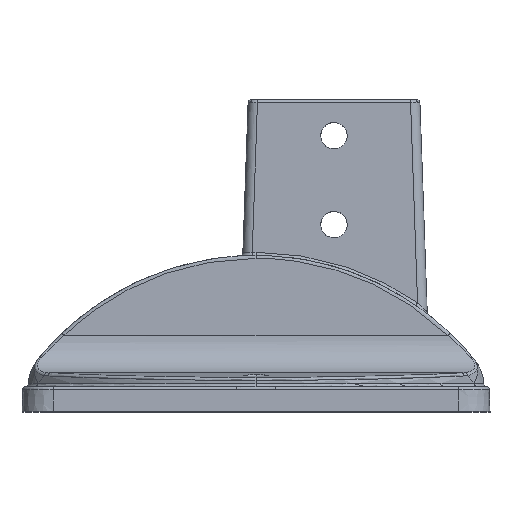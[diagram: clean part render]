
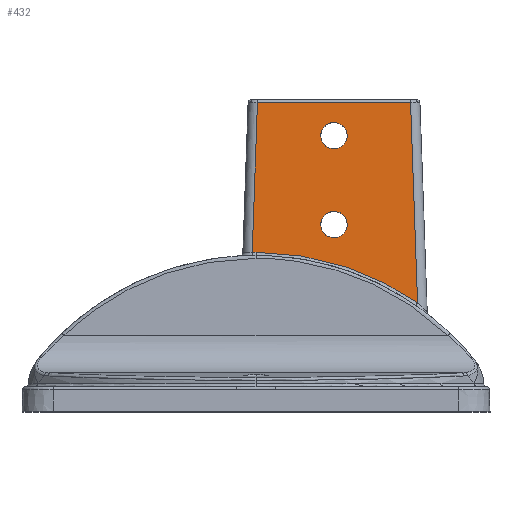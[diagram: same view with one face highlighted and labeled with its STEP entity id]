
A CAD part, top view. The second image highlights one B-rep face of the part: STEP entity #432.
In plain terms, the highlighted planar face has unit normal (0, 0.035, 0.999).
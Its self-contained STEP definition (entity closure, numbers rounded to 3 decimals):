
#432=ADVANCED_FACE('NONE',(#1062,#1063,#1064),#1065,.T.);
#1062=FACE_OUTER_BOUND('',#2218,.T.);
#1063=FACE_BOUND('',#2219,.T.);
#1064=FACE_BOUND('',#2220,.T.);
#1065=PLANE('',#2221);
#2218=EDGE_LOOP('',(#5555,#5556,#5557,#5558,#5559));
#2219=EDGE_LOOP('',(#5560,#5561));
#2220=EDGE_LOOP('',(#5562,#5563));
#2221=AXIS2_PLACEMENT_3D('',#5564,#5565,#5566);
#5555=ORIENTED_EDGE('',*,*,#7352,.T.);
#5556=ORIENTED_EDGE('',*,*,#7353,.T.);
#5557=ORIENTED_EDGE('',*,*,#7354,.T.);
#5558=ORIENTED_EDGE('',*,*,#7089,.T.);
#5559=ORIENTED_EDGE('',*,*,#7355,.T.);
#5560=ORIENTED_EDGE('',*,*,#7036,.T.);
#5561=ORIENTED_EDGE('',*,*,#7356,.T.);
#5562=ORIENTED_EDGE('',*,*,#7046,.T.);
#5563=ORIENTED_EDGE('',*,*,#7357,.T.);
#5564=CARTESIAN_POINT('',(-27.5,100.0,27.5));
#5565=DIRECTION('',(0.,0.035,0.999));
#5566=DIRECTION('',(1.0,0.,0.0));
#7036=EDGE_CURVE('NONE',#7976,#7974,#7977,.T.);
#7046=EDGE_CURVE('NONE',#7994,#7992,#7995,.T.);
#7089=EDGE_CURVE('NONE',#8065,#8063,#8066,.T.);
#7352=EDGE_CURVE('NONE',#8483,#8484,#8485,.T.);
#7353=EDGE_CURVE('NONE',#8484,#8118,#8486,.T.);
#7354=EDGE_CURVE('NONE',#8118,#8065,#8487,.T.);
#7355=EDGE_CURVE('NONE',#8063,#8483,#8488,.T.);
#7356=EDGE_CURVE('NONE',#7974,#7976,#8489,.T.);
#7357=EDGE_CURVE('NONE',#7992,#7994,#8490,.T.);
#7974=VERTEX_POINT('NONE',#9501);
#7976=VERTEX_POINT('NONE',#9504);
#7977=(B_SPLINE_CURVE(3,(#9506,#9507,#9508,#9509),.UNSPECIFIED.,.F.,.F.)B_SPLINE_CURVE_WITH_KNOTS((4,4),(4.712,7.854),.UNSPECIFIED.)RATIONAL_B_SPLINE_CURVE((1.0,0.333,0.333,1.0))BOUNDED_CURVE()REPRESENTATION_ITEM('')GEOMETRIC_REPRESENTATION_ITEM()CURVE());
#7992=VERTEX_POINT('NONE',#9563);
#7994=VERTEX_POINT('NONE',#9566);
#7995=(B_SPLINE_CURVE(3,(#9568,#9569,#9570,#9571),.UNSPECIFIED.,.F.,.F.)B_SPLINE_CURVE_WITH_KNOTS((4,4),(4.712,7.854),.UNSPECIFIED.)RATIONAL_B_SPLINE_CURVE((1.0,0.333,0.333,1.0))BOUNDED_CURVE()REPRESENTATION_ITEM('')GEOMETRIC_REPRESENTATION_ITEM()CURVE());
#8063=VERTEX_POINT('NONE',#9721);
#8065=VERTEX_POINT('NONE',#9723);
#8066=(B_SPLINE_CURVE(3,(#9725,#9726,#9727,#9728),.UNSPECIFIED.,.F.,.F.)B_SPLINE_CURVE_WITH_KNOTS((4,4),(6.27,6.283),.UNSPECIFIED.)RATIONAL_B_SPLINE_CURVE((1.0,1.,1.,1.0))BOUNDED_CURVE()REPRESENTATION_ITEM('')GEOMETRIC_REPRESENTATION_ITEM()CURVE());
#8118=VERTEX_POINT('NONE',#9905);
#8483=VERTEX_POINT('NONE',#10897);
#8484=VERTEX_POINT('NONE',#10898);
#8485=LINE('',#10899,#10900);
#8486=LINE('',#10901,#10902);
#8487=LINE('',#10903,#10904);
#8488=(B_SPLINE_CURVE(3,(#10906,#10907,#10908,#10909),.UNSPECIFIED.,.F.,.F.)B_SPLINE_CURVE_WITH_KNOTS((4,4),(0.,0.605),.UNSPECIFIED.)RATIONAL_B_SPLINE_CURVE((1.0,0.97,0.97,1.0))BOUNDED_CURVE()REPRESENTATION_ITEM('')GEOMETRIC_REPRESENTATION_ITEM()CURVE());
#8489=(B_SPLINE_CURVE(3,(#10917,#10918,#10919,#10920),.UNSPECIFIED.,.F.,.F.)B_SPLINE_CURVE_WITH_KNOTS((4,4),(1.571,4.712),.UNSPECIFIED.)RATIONAL_B_SPLINE_CURVE((1.0,0.333,0.333,1.0))BOUNDED_CURVE()REPRESENTATION_ITEM('')GEOMETRIC_REPRESENTATION_ITEM()CURVE());
#8490=(B_SPLINE_CURVE(3,(#10928,#10929,#10930,#10931),.UNSPECIFIED.,.F.,.F.)B_SPLINE_CURVE_WITH_KNOTS((4,4),(1.571,4.712),.UNSPECIFIED.)RATIONAL_B_SPLINE_CURVE((1.0,0.333,0.333,1.0))BOUNDED_CURVE()REPRESENTATION_ITEM('')GEOMETRIC_REPRESENTATION_ITEM()CURVE());
#9501=CARTESIAN_POINT('',(-4.25,60.001,28.897));
#9504=CARTESIAN_POINT('',(4.25,60.001,28.897));
#9506=CARTESIAN_POINT('',(4.25,60.001,28.897));
#9507=CARTESIAN_POINT('',(4.25,51.501,29.194));
#9508=CARTESIAN_POINT('',(-4.25,51.501,29.194));
#9509=CARTESIAN_POINT('',(-4.25,60.001,28.897));
#9563=CARTESIAN_POINT('',(-4.25,88.501,27.902));
#9566=CARTESIAN_POINT('',(4.25,88.501,27.902));
#9568=CARTESIAN_POINT('',(4.25,88.501,27.902));
#9569=CARTESIAN_POINT('',(4.25,80.001,28.198));
#9570=CARTESIAN_POINT('',(-4.25,80.001,28.198));
#9571=CARTESIAN_POINT('',(-4.25,88.501,27.902));
#9721=CARTESIAN_POINT('',(-25.,51.084,29.208));
#9723=CARTESIAN_POINT('',(-26.21,51.075,29.208));
#9725=CARTESIAN_POINT('',(-26.21,51.075,29.208));
#9726=CARTESIAN_POINT('',(-25.807,51.081,29.208));
#9727=CARTESIAN_POINT('',(-25.403,51.084,29.208));
#9728=CARTESIAN_POINT('',(-25.,51.084,29.208));
#9905=CARTESIAN_POINT('',(-24.536,99.035,27.534));
#10897=CARTESIAN_POINT('',(26.774,34.919,29.773));
#10898=CARTESIAN_POINT('',(24.536,99.035,27.534));
#10899=CARTESIAN_POINT('',(24.439,101.812,27.437));
#10900=VECTOR('',#12793,1000.0);
#10901=CARTESIAN_POINT('',(-27.5,99.035,27.534));
#10902=VECTOR('',#12794,1000.0);
#10903=CARTESIAN_POINT('',(-24.505,99.896,27.504));
#10904=VECTOR('',#12795,1000.0);
#10906=CARTESIAN_POINT('',(-25.,51.084,29.208));
#10907=CARTESIAN_POINT('',(-6.356,51.084,29.208));
#10908=CARTESIAN_POINT('',(11.442,45.527,29.402));
#10909=CARTESIAN_POINT('',(26.774,34.919,29.773));
#10917=CARTESIAN_POINT('',(-4.25,60.001,28.897));
#10918=CARTESIAN_POINT('',(-4.25,68.501,28.6));
#10919=CARTESIAN_POINT('',(4.25,68.501,28.6));
#10920=CARTESIAN_POINT('',(4.25,60.001,28.897));
#10928=CARTESIAN_POINT('',(-4.25,88.501,27.902));
#10929=CARTESIAN_POINT('',(-4.25,97.001,27.605));
#10930=CARTESIAN_POINT('',(4.25,97.001,27.605));
#10931=CARTESIAN_POINT('',(4.25,88.501,27.902));
#12793=DIRECTION('',(-0.035,0.999,-0.035));
#12794=DIRECTION('',(-1.0,0.,0.));
#12795=DIRECTION('',(-0.035,-0.999,0.035));
